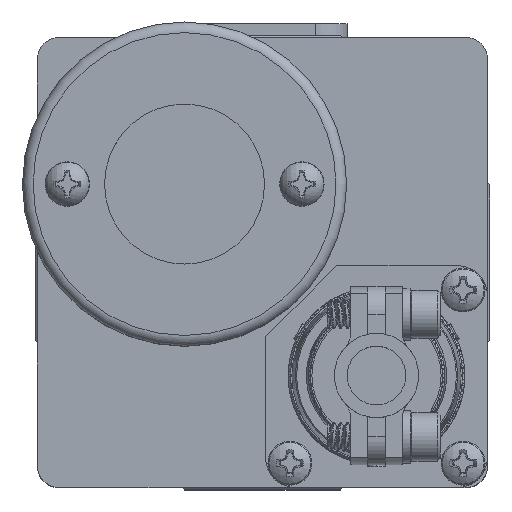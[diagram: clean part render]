
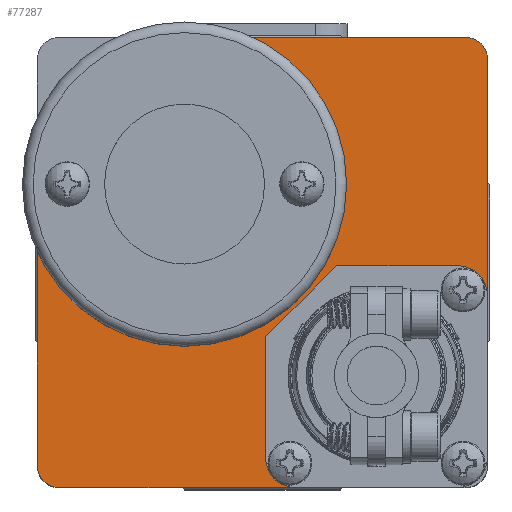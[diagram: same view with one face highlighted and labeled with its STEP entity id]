
A CAD part, top view. The second image highlights one B-rep face of the part: STEP entity #77287.
In plain terms, the highlighted planar face has unit normal (0, 0, 1).
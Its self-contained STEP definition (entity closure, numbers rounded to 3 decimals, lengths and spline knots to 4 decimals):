
#642 = ORIENTED_EDGE ( 'NONE', *, *, #113709, .T. ) ;
#9187 = VERTEX_POINT ( 'NONE', #130625 ) ;
#11942 = DIRECTION ( 'NONE',  ( 0., 0., 1. ) ) ;
#13428 = DIRECTION ( 'NONE',  ( 0., 0., 1. ) ) ;
#16197 = LINE ( 'NONE', #284183, #127652 ) ;
#19519 = CARTESIAN_POINT ( 'NONE',  ( 0.015, -0.3479, 1.045 ) ) ;
#25294 = VECTOR ( 'NONE', #219481, 39.3701 ) ;
#26018 = CARTESIAN_POINT ( 'NONE',  ( 0., 0., 1.045 ) ) ;
#27077 = VERTEX_POINT ( 'NONE', #78311 ) ;
#31673 = CARTESIAN_POINT ( 'NONE',  ( -1.055, 1.055, 1.045 ) ) ;
#35180 = CARTESIAN_POINT ( 'NONE',  ( 0.955, 1.055, 1.045 ) ) ;
#37027 = ORIENTED_EDGE ( 'NONE', *, *, #200414, .T. ) ;
#38102 = DIRECTION ( 'NONE',  ( 0., -1., 0. ) ) ;
#38666 = ORIENTED_EDGE ( 'NONE', *, *, #161649, .F. ) ;
#39525 = ORIENTED_EDGE ( 'NONE', *, *, #176856, .F. ) ;
#43771 = VERTEX_POINT ( 'NONE', #192445 ) ;
#45549 = CIRCLE ( 'NONE', #195190, 0.14 ) ;
#45788 = DIRECTION ( 'NONE',  ( 0., 0., 1. ) ) ;
#46127 = LINE ( 'NONE', #69575, #202373 ) ;
#47677 = CARTESIAN_POINT ( 'NONE',  ( 0.015, -0.915, 1.045 ) ) ;
#49479 = DIRECTION ( 'NONE',  ( -1., 0., 0. ) ) ;
#51115 = AXIS2_PLACEMENT_3D ( 'NONE', #262817, #82881, #236521 ) ;
#51653 = EDGE_CURVE ( 'NONE', #9187, #27077, #280608, .T. ) ;
#57164 = CIRCLE ( 'NONE', #155316, 0.69 ) ;
#67227 = CARTESIAN_POINT ( 'NONE',  ( 1.055, -0.155, 1.045 ) ) ;
#69575 = CARTESIAN_POINT ( 'NONE',  ( 1.055, -1.055, 1.045 ) ) ;
#73345 = CARTESIAN_POINT ( 'NONE',  ( 0.3479, -0.015, 1.045 ) ) ;
#77287 = ADVANCED_FACE ( 'NONE', ( #116859 ), #135995, .F. ) ;
#78311 = CARTESIAN_POINT ( 'NONE',  ( 0.155, -1.055, 1.045 ) ) ;
#79764 = AXIS2_PLACEMENT_3D ( 'NONE', #26018, #250028, #49479 ) ;
#80001 = DIRECTION ( 'NONE',  ( 0., 0., 1. ) ) ;
#81543 = DIRECTION ( 'NONE',  ( 1., 0., 0. ) ) ;
#82881 = DIRECTION ( 'NONE',  ( 0., 0., 1. ) ) ;
#86099 = VERTEX_POINT ( 'NONE', #178643 ) ;
#90245 = VECTOR ( 'NONE', #38102, 39.3701 ) ;
#91252 = VECTOR ( 'NONE', #81543, 39.3701 ) ;
#91751 = VERTEX_POINT ( 'NONE', #279394 ) ;
#101342 = CARTESIAN_POINT ( 'NONE',  ( -1.055, -0.955, 1.045 ) ) ;
#102685 = CIRCLE ( 'NONE', #266274, 0.1 ) ;
#104970 = VERTEX_POINT ( 'NONE', #172982 ) ;
#107004 = VERTEX_POINT ( 'NONE', #204923 ) ;
#108443 = EDGE_CURVE ( 'NONE', #239926, #104970, #102685, .T. ) ;
#109340 = ORIENTED_EDGE ( 'NONE', *, *, #282917, .F. ) ;
#112045 = CIRCLE ( 'NONE', #51115, 0.1 ) ;
#112451 = AXIS2_PLACEMENT_3D ( 'NONE', #275612, #13428, #148205 ) ;
#113709 = EDGE_CURVE ( 'NONE', #239410, #91751, #208872, .T. ) ;
#115826 = VERTEX_POINT ( 'NONE', #19519 ) ;
#116859 = FACE_OUTER_BOUND ( 'NONE', #219169, .T. ) ;
#127652 = VECTOR ( 'NONE', #282736, 39.3701 ) ;
#130625 = CARTESIAN_POINT ( 'NONE',  ( 0.015, -0.915, 1.045 ) ) ;
#135516 = DIRECTION ( 'NONE',  ( 0., 1., 0. ) ) ;
#135995 = PLANE ( 'NONE',  #79764 ) ;
#142928 = ORIENTED_EDGE ( 'NONE', *, *, #181018, .T. ) ;
#148205 = DIRECTION ( 'NONE',  ( 1., 0., 0. ) ) ;
#150246 = LINE ( 'NONE', #265835, #91252 ) ;
#150880 = LINE ( 'NONE', #212444, #249415 ) ;
#152844 = EDGE_CURVE ( 'NONE', #107004, #91751, #57164, .T. ) ;
#154958 = EDGE_CURVE ( 'NONE', #256356, #86099, #46127, .T. ) ;
#155316 = AXIS2_PLACEMENT_3D ( 'NONE', #170648, #80001, #258532 ) ;
#159880 = VECTOR ( 'NONE', #185427, 39.3701 ) ;
#161649 = EDGE_CURVE ( 'NONE', #236166, #115826, #16197, .T. ) ;
#170648 = CARTESIAN_POINT ( 'NONE',  ( -0.365, 0.365, 1.045 ) ) ;
#171350 = CARTESIAN_POINT ( 'NONE',  ( -1.055, -1.055, 1.045 ) ) ;
#172982 = CARTESIAN_POINT ( 'NONE',  ( -0.955, -1.055, 1.045 ) ) ;
#176856 = EDGE_CURVE ( 'NONE', #115826, #9187, #285343, .T. ) ;
#178643 = CARTESIAN_POINT ( 'NONE',  ( 1.055, 0.955, 1.045 ) ) ;
#180435 = CARTESIAN_POINT ( 'NONE',  ( 0.915, -0.155, 1.045 ) ) ;
#181018 = EDGE_CURVE ( 'NONE', #104970, #27077, #150246, .T. ) ;
#183212 = ORIENTED_EDGE ( 'NONE', *, *, #226656, .T. ) ;
#184518 = ORIENTED_EDGE ( 'NONE', *, *, #152844, .F. ) ;
#185427 = DIRECTION ( 'NONE',  ( -1., 0., 0. ) ) ;
#192445 = CARTESIAN_POINT ( 'NONE',  ( 0.915, -0.015, 1.045 ) ) ;
#195190 = AXIS2_PLACEMENT_3D ( 'NONE', #180435, #45788, #244913 ) ;
#200414 = EDGE_CURVE ( 'NONE', #86099, #239410, #112045, .T. ) ;
#202373 = VECTOR ( 'NONE', #135516, 39.3701 ) ;
#204923 = CARTESIAN_POINT ( 'NONE',  ( -1.055, 0.365, 1.045 ) ) ;
#208872 = LINE ( 'NONE', #31673, #159880 ) ;
#209521 = LINE ( 'NONE', #171350, #90245 ) ;
#209662 = DIRECTION ( 'NONE',  ( -1., 0., 0. ) ) ;
#212444 = CARTESIAN_POINT ( 'NONE',  ( 0.915, -0.015, 1.045 ) ) ;
#219169 = EDGE_LOOP ( 'NONE', ( #109340, #246999, #37027, #642, #184518, #183212, #280107, #142928, #227706, #39525, #38666, #278253 ) ) ;
#219481 = DIRECTION ( 'NONE',  ( 0., -1., 0. ) ) ;
#226656 = EDGE_CURVE ( 'NONE', #107004, #239926, #209521, .T. ) ;
#227706 = ORIENTED_EDGE ( 'NONE', *, *, #51653, .F. ) ;
#230176 = EDGE_CURVE ( 'NONE', #43771, #236166, #150880, .T. ) ;
#236166 = VERTEX_POINT ( 'NONE', #73345 ) ;
#236521 = DIRECTION ( 'NONE',  ( -1., 0., 0. ) ) ;
#239410 = VERTEX_POINT ( 'NONE', #35180 ) ;
#239926 = VERTEX_POINT ( 'NONE', #101342 ) ;
#240135 = DIRECTION ( 'NONE',  ( -1., 0., 0. ) ) ;
#244913 = DIRECTION ( 'NONE',  ( 1., 0., 0. ) ) ;
#246999 = ORIENTED_EDGE ( 'NONE', *, *, #154958, .T. ) ;
#249415 = VECTOR ( 'NONE', #240135, 39.3701 ) ;
#250028 = DIRECTION ( 'NONE',  ( 0., 0., -1. ) ) ;
#256356 = VERTEX_POINT ( 'NONE', #67227 ) ;
#258532 = DIRECTION ( 'NONE',  ( 1., 0., 0. ) ) ;
#262817 = CARTESIAN_POINT ( 'NONE',  ( 0.955, 0.955, 1.045 ) ) ;
#265835 = CARTESIAN_POINT ( 'NONE',  ( -1.055, -1.055, 1.045 ) ) ;
#266274 = AXIS2_PLACEMENT_3D ( 'NONE', #281362, #11942, #209662 ) ;
#275612 = CARTESIAN_POINT ( 'NONE',  ( 0.155, -0.915, 1.045 ) ) ;
#278253 = ORIENTED_EDGE ( 'NONE', *, *, #230176, .F. ) ;
#279394 = CARTESIAN_POINT ( 'NONE',  ( -0.365, 1.055, 1.045 ) ) ;
#280107 = ORIENTED_EDGE ( 'NONE', *, *, #108443, .T. ) ;
#280608 = CIRCLE ( 'NONE', #112451, 0.14 ) ;
#281362 = CARTESIAN_POINT ( 'NONE',  ( -0.955, -0.955, 1.045 ) ) ;
#282736 = DIRECTION ( 'NONE',  ( -0.707, -0.707, 0. ) ) ;
#282917 = EDGE_CURVE ( 'NONE', #256356, #43771, #45549, .T. ) ;
#284183 = CARTESIAN_POINT ( 'NONE',  ( 0.1814, -0.1814, 1.045 ) ) ;
#285343 = LINE ( 'NONE', #47677, #25294 ) ;
